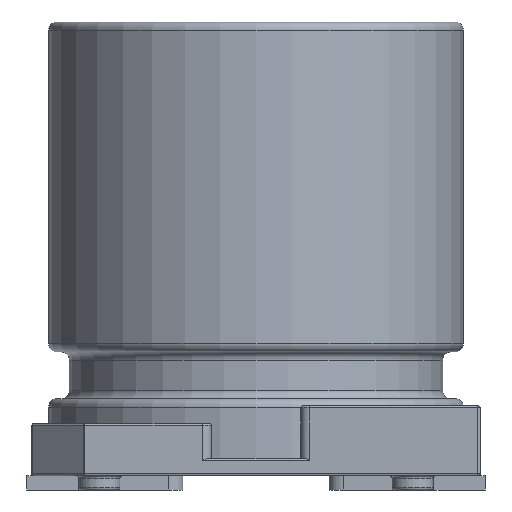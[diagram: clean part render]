
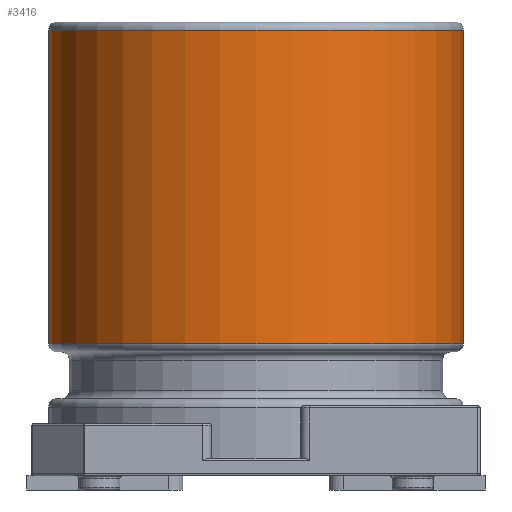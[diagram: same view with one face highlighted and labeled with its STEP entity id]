
A CAD part, front view. The second image highlights one B-rep face of the part: STEP entity #3416.
In plain terms, the highlighted cylindrical face has radius 6.25 mm (diameter 12.5 mm), a full revolution.
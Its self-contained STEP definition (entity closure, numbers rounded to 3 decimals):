
#282=CYLINDRICAL_SURFACE('',#3753,6.25);
#426=FACE_OUTER_BOUND('',#599,.T.);
#599=EDGE_LOOP('',(#3093,#3094,#3095,#3096,#3097,#3098));
#811=LINE('',#6317,#1012);
#1012=VECTOR('',#4573,6.25);
#1194=CIRCLE('',#3751,6.25);
#1195=CIRCLE('',#3752,6.25);
#1196=CIRCLE('',#3754,6.25);
#1197=CIRCLE('',#3755,6.25);
#1596=VERTEX_POINT('',#6310);
#1597=VERTEX_POINT('',#6312);
#1598=VERTEX_POINT('',#6316);
#1599=VERTEX_POINT('',#6318);
#2108=EDGE_CURVE('',#1596,#1597,#1194,.T.);
#2109=EDGE_CURVE('',#1597,#1596,#1195,.T.);
#2110=EDGE_CURVE('',#1597,#1598,#811,.T.);
#2111=EDGE_CURVE('',#1599,#1598,#1196,.T.);
#2112=EDGE_CURVE('',#1598,#1599,#1197,.T.);
#3093=ORIENTED_EDGE('',*,*,#2109,.F.);
#3094=ORIENTED_EDGE('',*,*,#2110,.T.);
#3095=ORIENTED_EDGE('',*,*,#2111,.F.);
#3096=ORIENTED_EDGE('',*,*,#2112,.F.);
#3097=ORIENTED_EDGE('',*,*,#2110,.F.);
#3098=ORIENTED_EDGE('',*,*,#2108,.F.);
#3416=ADVANCED_FACE('',(#426),#282,.T.);
#3751=AXIS2_PLACEMENT_3D('',#6313,#4567,#4568);
#3752=AXIS2_PLACEMENT_3D('',#6314,#4569,#4570);
#3753=AXIS2_PLACEMENT_3D('',#6315,#4571,#4572);
#3754=AXIS2_PLACEMENT_3D('',#6319,#4574,#4575);
#3755=AXIS2_PLACEMENT_3D('',#6320,#4576,#4577);
#4567=DIRECTION('center_axis',(0.,0.,1.));
#4568=DIRECTION('ref_axis',(0.,1.,0.));
#4569=DIRECTION('center_axis',(0.,0.,1.));
#4570=DIRECTION('ref_axis',(0.,1.,0.));
#4571=DIRECTION('center_axis',(0.,0.,1.));
#4572=DIRECTION('ref_axis',(0.,1.,0.));
#4573=DIRECTION('',(0.,0.,-1.));
#4574=DIRECTION('center_axis',(0.,0.,-1.));
#4575=DIRECTION('ref_axis',(0.,-1.,0.));
#4576=DIRECTION('center_axis',(0.,0.,-1.));
#4577=DIRECTION('ref_axis',(0.,-1.,0.));
#6310=CARTESIAN_POINT('',(0.,6.25,13.85));
#6312=CARTESIAN_POINT('',(0.,-6.25,13.85));
#6313=CARTESIAN_POINT('Origin',(0.,0.,13.85));
#6314=CARTESIAN_POINT('Origin',(0.,0.,13.85));
#6315=CARTESIAN_POINT('Origin',(0.,0.,0.952));
#6316=CARTESIAN_POINT('',(0.,-6.25,4.41));
#6317=CARTESIAN_POINT('',(0.,-6.25,0.952));
#6318=CARTESIAN_POINT('',(0.,6.25,4.41));
#6319=CARTESIAN_POINT('Origin',(0.,0.,4.41));
#6320=CARTESIAN_POINT('Origin',(0.,0.,4.41));
